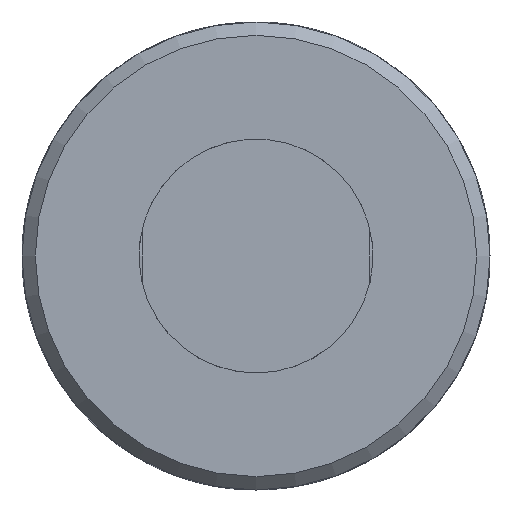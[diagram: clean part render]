
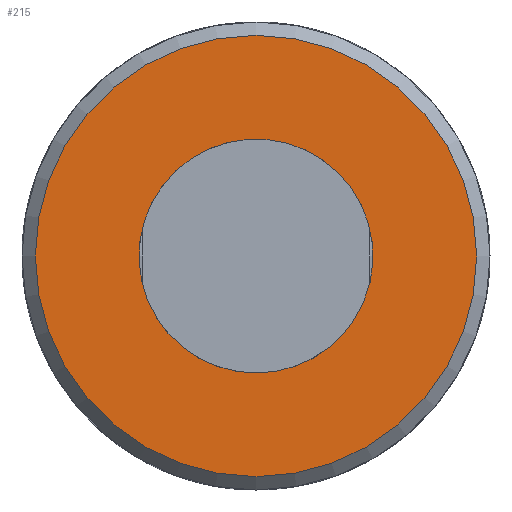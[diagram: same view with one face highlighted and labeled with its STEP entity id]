
A CAD part, left-side view. The second image highlights one B-rep face of the part: STEP entity #215.
In plain terms, the highlighted planar face has unit normal (-1, 0, 0).
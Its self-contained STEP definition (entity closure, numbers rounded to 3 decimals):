
#215 = ADVANCED_FACE( '', ( #439, #440 ), #441, .F. );
#439 = FACE_OUTER_BOUND( '', #725, .T. );
#440 = FACE_BOUND( '', #726, .T. );
#441 = PLANE( '', #727 );
#725 = EDGE_LOOP( '', ( #1072 ) );
#726 = EDGE_LOOP( '', ( #1073 ) );
#727 = AXIS2_PLACEMENT_3D( '', #1074, #1075, #1076 );
#1072 = ORIENTED_EDGE( '', *, *, #1598, .F. );
#1073 = ORIENTED_EDGE( '', *, *, #1599, .T. );
#1074 = CARTESIAN_POINT( '', ( 0., 0., 0. ) );
#1075 = DIRECTION( '', ( 1., 0., 0. ) );
#1076 = DIRECTION( '', ( 0., 0., -1. ) );
#1598 = EDGE_CURVE( '', #1868, #1868, #1869, .T. );
#1599 = EDGE_CURVE( '', #1870, #1870, #1871, .T. );
#1868 = VERTEX_POINT( '', #2476 );
#1869 = CIRCLE( '', #2477, 33. );
#1870 = VERTEX_POINT( '', #2478 );
#1871 = CIRCLE( '', #2479, 17.5 );
#2476 = CARTESIAN_POINT( '', ( 0., 0., -33. ) );
#2477 = AXIS2_PLACEMENT_3D( '', #3689, #3690, #3691 );
#2478 = CARTESIAN_POINT( '', ( 0., 0., -17.5 ) );
#2479 = AXIS2_PLACEMENT_3D( '', #3692, #3693, #3694 );
#3689 = CARTESIAN_POINT( '', ( 0., 0., 0. ) );
#3690 = DIRECTION( '', ( 1., 0., 0. ) );
#3691 = DIRECTION( '', ( 0., 0., -1. ) );
#3692 = CARTESIAN_POINT( '', ( 0., 0., 0. ) );
#3693 = DIRECTION( '', ( 1., 0., 0. ) );
#3694 = DIRECTION( '', ( 0., 0., -1. ) );
